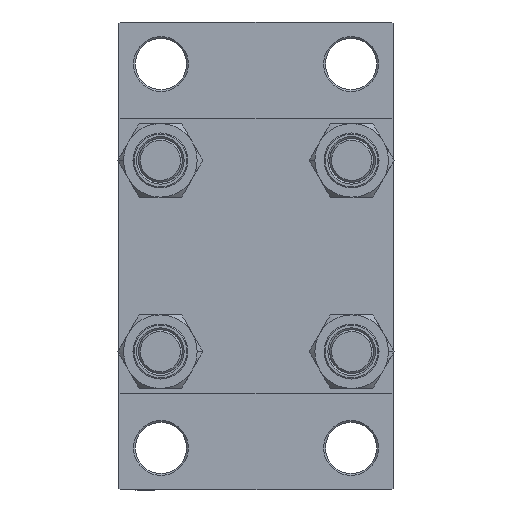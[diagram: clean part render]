
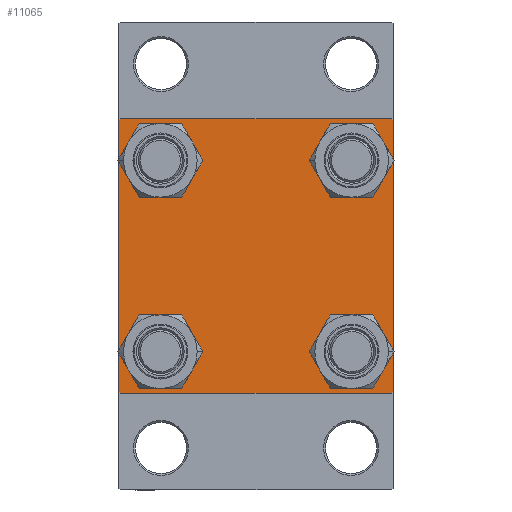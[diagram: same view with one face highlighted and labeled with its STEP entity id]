
A CAD part, left-side view. The second image highlights one B-rep face of the part: STEP entity #11065.
In plain terms, the highlighted planar face has unit normal (-1, 0, 0).
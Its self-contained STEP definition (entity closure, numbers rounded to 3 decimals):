
#96 = LINE ( 'NONE', #32464, #37894 ) ;
#1360 = AXIS2_PLACEMENT_3D ( 'NONE', #39970, #6871, #21515 ) ;
#1678 = DIRECTION ( 'NONE',  ( 0., 0., 1. ) ) ;
#1920 = CARTESIAN_POINT ( 'NONE',  ( 0., 26.15, -26.15 ) ) ;
#2094 = ORIENTED_EDGE ( 'NONE', *, *, #14612, .F. ) ;
#2308 = CARTESIAN_POINT ( 'NONE',  ( 0., -37., 37.5 ) ) ;
#2515 = VERTEX_POINT ( 'NONE', #10868 ) ;
#2582 = EDGE_LOOP ( 'NONE', ( #7078, #44869 ) ) ;
#2925 = CIRCLE ( 'NONE', #11362, 6.5 ) ;
#3016 = ORIENTED_EDGE ( 'NONE', *, *, #8626, .T. ) ;
#3182 = ORIENTED_EDGE ( 'NONE', *, *, #6079, .T. ) ;
#3225 = EDGE_LOOP ( 'NONE', ( #9252, #23167 ) ) ;
#3484 = ORIENTED_EDGE ( 'NONE', *, *, #43874, .T. ) ;
#3782 = CARTESIAN_POINT ( 'NONE',  ( 0., -26.15, 26.15 ) ) ;
#5093 = CIRCLE ( 'NONE', #36495, 6.5 ) ;
#5548 = DIRECTION ( 'NONE',  ( 1., 0., 0. ) ) ;
#5584 = CARTESIAN_POINT ( 'NONE',  ( 0., 37.5, 37.5 ) ) ;
#5915 = VECTOR ( 'NONE', #12641, 1000. ) ;
#6079 = EDGE_CURVE ( 'NONE', #2515, #37480, #6677, .T. ) ;
#6130 = CARTESIAN_POINT ( 'NONE',  ( 0., -26.15, -26.15 ) ) ;
#6677 = LINE ( 'NONE', #25146, #40066 ) ;
#6871 = DIRECTION ( 'NONE',  ( 1., 0., 0. ) ) ;
#7078 = ORIENTED_EDGE ( 'NONE', *, *, #21059, .T. ) ;
#7394 = CARTESIAN_POINT ( 'NONE',  ( 0., -37.25, 37.25 ) ) ;
#7801 = CARTESIAN_POINT ( 'NONE',  ( 0., -37.5, -37. ) ) ;
#8442 = DIRECTION ( 'NONE',  ( 0., 0., 1. ) ) ;
#8626 = EDGE_CURVE ( 'NONE', #31514, #20638, #21676, .T. ) ;
#8750 = CARTESIAN_POINT ( 'NONE',  ( 0., 26.15, -19.65 ) ) ;
#8915 = CARTESIAN_POINT ( 'NONE',  ( 0., -26.15, 26.15 ) ) ;
#9252 = ORIENTED_EDGE ( 'NONE', *, *, #34465, .T. ) ;
#9582 = CIRCLE ( 'NONE', #10325, 6.5 ) ;
#10015 = CARTESIAN_POINT ( 'NONE',  ( 0., 37.5, -37. ) ) ;
#10325 = AXIS2_PLACEMENT_3D ( 'NONE', #6130, #20060, #20776 ) ;
#10377 = CARTESIAN_POINT ( 'NONE',  ( 0., 37., 37.5 ) ) ;
#10496 = FACE_BOUND ( 'NONE', #3225, .T. ) ;
#10528 = CIRCLE ( 'NONE', #1360, 6.5 ) ;
#10538 = VERTEX_POINT ( 'NONE', #26035 ) ;
#10554 = VERTEX_POINT ( 'NONE', #7801 ) ;
#10601 = LINE ( 'NONE', #21880, #18798 ) ;
#10638 = DIRECTION ( 'NONE',  ( 0., -1., 0. ) ) ;
#10641 = EDGE_LOOP ( 'NONE', ( #16868, #3016 ) ) ;
#10868 = CARTESIAN_POINT ( 'NONE',  ( 0., 37., -37.5 ) ) ;
#11065 = ADVANCED_FACE ( 'NONE', ( #25617, #27614, #10496, #29209, #17700 ), #21781, .T. ) ;
#11362 = AXIS2_PLACEMENT_3D ( 'NONE', #41309, #38412, #8442 ) ;
#11701 = CARTESIAN_POINT ( 'NONE',  ( 0., 37.5, 37. ) ) ;
#12421 = EDGE_LOOP ( 'NONE', ( #28472, #3484 ) ) ;
#12442 = ORIENTED_EDGE ( 'NONE', *, *, #12681, .T. ) ;
#12641 = DIRECTION ( 'NONE',  ( 0., -0.707, 0.707 ) ) ;
#12681 = EDGE_CURVE ( 'NONE', #20823, #47124, #14678, .T. ) ;
#12728 = CARTESIAN_POINT ( 'NONE',  ( 0., -26.15, -32.65 ) ) ;
#13349 = VECTOR ( 'NONE', #44419, 1000. ) ;
#13493 = EDGE_CURVE ( 'NONE', #10538, #23579, #9582, .T. ) ;
#13815 = CARTESIAN_POINT ( 'NONE',  ( 0., 26.15, 19.65 ) ) ;
#13921 = DIRECTION ( 'NONE',  ( 0., 0., 1. ) ) ;
#14543 = VERTEX_POINT ( 'NONE', #20454 ) ;
#14612 = EDGE_CURVE ( 'NONE', #17399, #10554, #10601, .T. ) ;
#14678 = LINE ( 'NONE', #25718, #13349 ) ;
#15285 = VERTEX_POINT ( 'NONE', #10015 ) ;
#16228 = DIRECTION ( 'NONE',  ( 0., 0., 1. ) ) ;
#16634 = DIRECTION ( 'NONE',  ( 0., -0.707, -0.707 ) ) ;
#16868 = ORIENTED_EDGE ( 'NONE', *, *, #38128, .T. ) ;
#17399 = VERTEX_POINT ( 'NONE', #36048 ) ;
#17700 = FACE_OUTER_BOUND ( 'NONE', #20036, .T. ) ;
#17790 = DIRECTION ( 'NONE',  ( 0., 0., -1. ) ) ;
#17952 = DIRECTION ( 'NONE',  ( 0., -1., 0. ) ) ;
#18247 = EDGE_CURVE ( 'NONE', #37480, #10554, #33775, .T. ) ;
#18798 = VECTOR ( 'NONE', #17790, 1000. ) ;
#18805 = CARTESIAN_POINT ( 'NONE',  ( 0., -26.15, 19.65 ) ) ;
#19026 = AXIS2_PLACEMENT_3D ( 'NONE', #26378, #34278, #19175 ) ;
#19175 = DIRECTION ( 'NONE',  ( 0., 0., 1. ) ) ;
#20036 = EDGE_LOOP ( 'NONE', ( #23005, #32029, #3182, #31772, #2094, #42990, #26938, #12442 ) ) ;
#20060 = DIRECTION ( 'NONE',  ( 1., 0., 0. ) ) ;
#20454 = CARTESIAN_POINT ( 'NONE',  ( 0., -26.15, 32.65 ) ) ;
#20638 = VERTEX_POINT ( 'NONE', #24665 ) ;
#20776 = DIRECTION ( 'NONE',  ( 0., 0., 1. ) ) ;
#20823 = VERTEX_POINT ( 'NONE', #10377 ) ;
#21059 = EDGE_CURVE ( 'NONE', #14543, #30126, #5093, .T. ) ;
#21515 = DIRECTION ( 'NONE',  ( 0., 0., 1. ) ) ;
#21676 = CIRCLE ( 'NONE', #41600, 6.5 ) ;
#21781 = PLANE ( 'NONE',  #32493 ) ;
#21880 = CARTESIAN_POINT ( 'NONE',  ( 0., -37.5, 37.5 ) ) ;
#22035 = DIRECTION ( 'NONE',  ( 0., 0.707, 0.707 ) ) ;
#23005 = ORIENTED_EDGE ( 'NONE', *, *, #35361, .T. ) ;
#23128 = CARTESIAN_POINT ( 'NONE',  ( 0., 37.25, -37.25 ) ) ;
#23167 = ORIENTED_EDGE ( 'NONE', *, *, #44383, .T. ) ;
#23579 = VERTEX_POINT ( 'NONE', #12728 ) ;
#24665 = CARTESIAN_POINT ( 'NONE',  ( 0., 26.15, 32.65 ) ) ;
#25146 = CARTESIAN_POINT ( 'NONE',  ( 0., 37.5, -37.5 ) ) ;
#25617 = FACE_BOUND ( 'NONE', #2582, .T. ) ;
#25718 = CARTESIAN_POINT ( 'NONE',  ( 0., 37.25, 37.25 ) ) ;
#25850 = DIRECTION ( 'NONE',  ( 1., 0., 0. ) ) ;
#26035 = CARTESIAN_POINT ( 'NONE',  ( 0., -26.15, -19.65 ) ) ;
#26378 = CARTESIAN_POINT ( 'NONE',  ( 0., -26.15, -26.15 ) ) ;
#26730 = LINE ( 'NONE', #23128, #30402 ) ;
#26938 = ORIENTED_EDGE ( 'NONE', *, *, #31916, .F. ) ;
#27516 = CARTESIAN_POINT ( 'NONE',  ( 0., -37.25, -37.25 ) ) ;
#27614 = FACE_BOUND ( 'NONE', #12421, .T. ) ;
#28164 = AXIS2_PLACEMENT_3D ( 'NONE', #3782, #25850, #16228 ) ;
#28472 = ORIENTED_EDGE ( 'NONE', *, *, #13493, .T. ) ;
#28491 = CARTESIAN_POINT ( 'NONE',  ( 0., 0., 0. ) ) ;
#28579 = DIRECTION ( 'NONE',  ( 1., 0., 0. ) ) ;
#28777 = AXIS2_PLACEMENT_3D ( 'NONE', #1920, #34545, #1678 ) ;
#28974 = LINE ( 'NONE', #7394, #32115 ) ;
#29209 = FACE_BOUND ( 'NONE', #10641, .T. ) ;
#29586 = VECTOR ( 'NONE', #30784, 1000. ) ;
#30016 = DIRECTION ( 'NONE',  ( 0., 0., 1. ) ) ;
#30126 = VERTEX_POINT ( 'NONE', #18805 ) ;
#30402 = VECTOR ( 'NONE', #16634, 1000. ) ;
#30784 = DIRECTION ( 'NONE',  ( 0., 0., -1. ) ) ;
#31514 = VERTEX_POINT ( 'NONE', #13815 ) ;
#31772 = ORIENTED_EDGE ( 'NONE', *, *, #18247, .T. ) ;
#31916 = EDGE_CURVE ( 'NONE', #20823, #45055, #96, .T. ) ;
#31942 = CARTESIAN_POINT ( 'NONE',  ( 0., 26.15, -32.65 ) ) ;
#32029 = ORIENTED_EDGE ( 'NONE', *, *, #36173, .T. ) ;
#32115 = VECTOR ( 'NONE', #22035, 1000. ) ;
#32464 = CARTESIAN_POINT ( 'NONE',  ( 0., 37.5, 37.5 ) ) ;
#32493 = AXIS2_PLACEMENT_3D ( 'NONE', #28491, #43595, #47430 ) ;
#32601 = VERTEX_POINT ( 'NONE', #8750 ) ;
#33775 = LINE ( 'NONE', #27516, #5915 ) ;
#34146 = LINE ( 'NONE', #5584, #29586 ) ;
#34278 = DIRECTION ( 'NONE',  ( 1., 0., 0. ) ) ;
#34465 = EDGE_CURVE ( 'NONE', #32601, #40979, #42585, .T. ) ;
#34545 = DIRECTION ( 'NONE',  ( 1., 0., 0. ) ) ;
#35361 = EDGE_CURVE ( 'NONE', #47124, #15285, #34146, .T. ) ;
#35774 = CARTESIAN_POINT ( 'NONE',  ( 0., 26.15, 26.15 ) ) ;
#36048 = CARTESIAN_POINT ( 'NONE',  ( 0., -37.5, 37. ) ) ;
#36173 = EDGE_CURVE ( 'NONE', #15285, #2515, #26730, .T. ) ;
#36495 = AXIS2_PLACEMENT_3D ( 'NONE', #8915, #5548, #13921 ) ;
#37480 = VERTEX_POINT ( 'NONE', #44171 ) ;
#37894 = VECTOR ( 'NONE', #10638, 1000. ) ;
#38128 = EDGE_CURVE ( 'NONE', #20638, #31514, #10528, .T. ) ;
#38412 = DIRECTION ( 'NONE',  ( 1., 0., 0. ) ) ;
#39970 = CARTESIAN_POINT ( 'NONE',  ( 0., 26.15, 26.15 ) ) ;
#40066 = VECTOR ( 'NONE', #17952, 1000. ) ;
#40979 = VERTEX_POINT ( 'NONE', #31942 ) ;
#41309 = CARTESIAN_POINT ( 'NONE',  ( 0., 26.15, -26.15 ) ) ;
#41600 = AXIS2_PLACEMENT_3D ( 'NONE', #35774, #28579, #30016 ) ;
#42585 = CIRCLE ( 'NONE', #28777, 6.5 ) ;
#42990 = ORIENTED_EDGE ( 'NONE', *, *, #46146, .T. ) ;
#42992 = EDGE_CURVE ( 'NONE', #30126, #14543, #47326, .T. ) ;
#43595 = DIRECTION ( 'NONE',  ( -1., 0., 0. ) ) ;
#43874 = EDGE_CURVE ( 'NONE', #23579, #10538, #45828, .T. ) ;
#44171 = CARTESIAN_POINT ( 'NONE',  ( 0., -37., -37.5 ) ) ;
#44383 = EDGE_CURVE ( 'NONE', #40979, #32601, #2925, .T. ) ;
#44419 = DIRECTION ( 'NONE',  ( 0., 0.707, -0.707 ) ) ;
#44869 = ORIENTED_EDGE ( 'NONE', *, *, #42992, .T. ) ;
#45055 = VERTEX_POINT ( 'NONE', #2308 ) ;
#45828 = CIRCLE ( 'NONE', #19026, 6.5 ) ;
#46146 = EDGE_CURVE ( 'NONE', #17399, #45055, #28974, .T. ) ;
#47124 = VERTEX_POINT ( 'NONE', #11701 ) ;
#47326 = CIRCLE ( 'NONE', #28164, 6.5 ) ;
#47430 = DIRECTION ( 'NONE',  ( 0., 0., 1. ) ) ;
